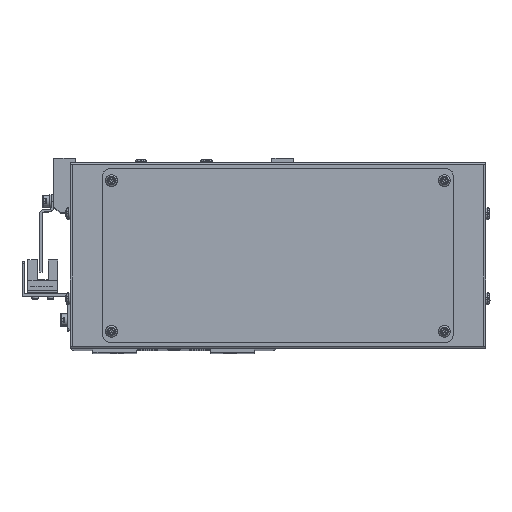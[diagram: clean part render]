
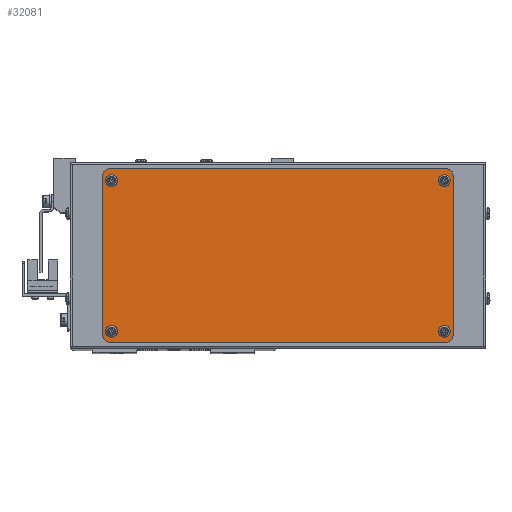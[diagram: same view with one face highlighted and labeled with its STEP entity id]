
A CAD part, top view. The second image highlights one B-rep face of the part: STEP entity #32081.
In plain terms, the highlighted face is planar.
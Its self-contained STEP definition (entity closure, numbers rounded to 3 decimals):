
#296 = CARTESIAN_POINT ( 'NONE',  ( 77.25, 36.75, 0. ) ) ;
#932 = LINE ( 'NONE', #61325, #13204 ) ;
#1275 = DIRECTION ( 'NONE',  ( 0., 0., 1. ) ) ;
#1276 = DIRECTION ( 'NONE',  ( 1., 0., 0. ) ) ;
#1500 = DIRECTION ( 'NONE',  ( 1., 0., 0. ) ) ;
#1632 = CARTESIAN_POINT ( 'NONE',  ( 77.25, -39.75, 0. ) ) ;
#2409 = VECTOR ( 'NONE', #15855, 1000. ) ;
#2942 = VERTEX_POINT ( 'NONE', #20403 ) ;
#3279 = CARTESIAN_POINT ( 'NONE',  ( -77.95, 34.25, 0. ) ) ;
#3528 = AXIS2_PLACEMENT_3D ( 'NONE', #16831, #1275, #37810 ) ;
#3738 = ORIENTED_EDGE ( 'NONE', *, *, #49028, .T. ) ;
#3813 = DIRECTION ( 'NONE',  ( 1., 0., 0. ) ) ;
#4535 = DIRECTION ( 'NONE',  ( 1., 0., 0. ) ) ;
#4833 = DIRECTION ( 'NONE',  ( 0., 0., 1. ) ) ;
#5078 = CARTESIAN_POINT ( 'NONE',  ( 76.25, -34.75, 0. ) ) ;
#5225 = EDGE_CURVE ( 'NONE', #9739, #22166, #21587, .T. ) ;
#5429 = DIRECTION ( 'NONE',  ( 1., 0., 0. ) ) ;
#5583 = CARTESIAN_POINT ( 'NONE',  ( 76.25, 34.25, 0. ) ) ;
#5596 = DIRECTION ( 'NONE',  ( 1., 0., 0. ) ) ;
#6099 = DIRECTION ( 'NONE',  ( 0., 0., 1. ) ) ;
#6471 = CARTESIAN_POINT ( 'NONE',  ( 80.25, -36.75, 0. ) ) ;
#6613 = ORIENTED_EDGE ( 'NONE', *, *, #6905, .T. ) ;
#6905 = EDGE_CURVE ( 'NONE', #2942, #36851, #62659, .T. ) ;
#7875 = ORIENTED_EDGE ( 'NONE', *, *, #39698, .T. ) ;
#8613 = FACE_BOUND ( 'NONE', #20057, .T. ) ;
#8857 = ORIENTED_EDGE ( 'NONE', *, *, #57744, .F. ) ;
#9739 = VERTEX_POINT ( 'NONE', #3279 ) ;
#10012 = EDGE_LOOP ( 'NONE', ( #39506, #49037, #8857, #43613, #58631, #35135, #59745, #55472 ) ) ;
#10583 = CARTESIAN_POINT ( 'NONE',  ( -77.25, 39.75, 0. ) ) ;
#11819 = CARTESIAN_POINT ( 'NONE',  ( 80.25, 36.75, 0. ) ) ;
#12557 = CARTESIAN_POINT ( 'NONE',  ( -77.25, 36.75, 0. ) ) ;
#13204 = VECTOR ( 'NONE', #41502, 1000. ) ;
#13491 = FACE_BOUND ( 'NONE', #61440, .T. ) ;
#13864 = DIRECTION ( 'NONE',  ( 1., 0., 0. ) ) ;
#13933 = ORIENTED_EDGE ( 'NONE', *, *, #24855, .T. ) ;
#14045 = DIRECTION ( 'NONE',  ( 0., 0., 1. ) ) ;
#14107 = CARTESIAN_POINT ( 'NONE',  ( -76.25, 34.25, 0. ) ) ;
#14275 = VERTEX_POINT ( 'NONE', #19102 ) ;
#14280 = CARTESIAN_POINT ( 'NONE',  ( 74.55, -34.75, 0. ) ) ;
#14421 = EDGE_CURVE ( 'NONE', #14275, #32156, #55295, .T. ) ;
#14527 = VERTEX_POINT ( 'NONE', #65245 ) ;
#15855 = DIRECTION ( 'NONE',  ( -1., 0., 0. ) ) ;
#15976 = CARTESIAN_POINT ( 'NONE',  ( -74.55, 34.25, 0. ) ) ;
#16051 = CARTESIAN_POINT ( 'NONE',  ( 77.95, -34.75, 0. ) ) ;
#16186 = AXIS2_PLACEMENT_3D ( 'NONE', #54527, #23822, #59422 ) ;
#16516 = EDGE_CURVE ( 'NONE', #60026, #29090, #35275, .T. ) ;
#16831 = CARTESIAN_POINT ( 'NONE',  ( -77.25, 36.75, 0. ) ) ;
#17275 = CARTESIAN_POINT ( 'NONE',  ( 77.95, 34.25, 0. ) ) ;
#17411 = ORIENTED_EDGE ( 'NONE', *, *, #20145, .T. ) ;
#17825 = DIRECTION ( 'NONE',  ( 1., 0., 0. ) ) ;
#17858 = ORIENTED_EDGE ( 'NONE', *, *, #14421, .T. ) ;
#17873 = VERTEX_POINT ( 'NONE', #6471 ) ;
#19055 = CARTESIAN_POINT ( 'NONE',  ( -77.25, -36.75, 0. ) ) ;
#19082 = CIRCLE ( 'NONE', #64468, 1.7 ) ;
#19102 = CARTESIAN_POINT ( 'NONE',  ( 74.55, 34.25, 0. ) ) ;
#19355 = CIRCLE ( 'NONE', #61349, 3. ) ;
#19927 = VERTEX_POINT ( 'NONE', #22973 ) ;
#20057 = EDGE_LOOP ( 'NONE', ( #49522, #13933 ) ) ;
#20145 = EDGE_CURVE ( 'NONE', #36851, #2942, #46869, .T. ) ;
#20403 = CARTESIAN_POINT ( 'NONE',  ( -74.55, -34.75, 0. ) ) ;
#20678 = CARTESIAN_POINT ( 'NONE',  ( -77.95, -34.75, 0. ) ) ;
#21356 = VECTOR ( 'NONE', #1500, 1000. ) ;
#21587 = CIRCLE ( 'NONE', #54549, 1.7 ) ;
#22166 = VERTEX_POINT ( 'NONE', #15976 ) ;
#22341 = EDGE_CURVE ( 'NONE', #63170, #24203, #43752, .T. ) ;
#22538 = FACE_OUTER_BOUND ( 'NONE', #10012, .T. ) ;
#22973 = CARTESIAN_POINT ( 'NONE',  ( -80.25, -36.75, 0. ) ) ;
#23179 = AXIS2_PLACEMENT_3D ( 'NONE', #65077, #35161, #3813 ) ;
#23650 = CARTESIAN_POINT ( 'NONE',  ( 76.25, 34.25, 0. ) ) ;
#23782 = CARTESIAN_POINT ( 'NONE',  ( 80.25, 36.75, 0. ) ) ;
#23822 = DIRECTION ( 'NONE',  ( 0., 0., 1. ) ) ;
#24203 = VERTEX_POINT ( 'NONE', #16051 ) ;
#24308 = DIRECTION ( 'NONE',  ( 1., 0., 0. ) ) ;
#24855 = EDGE_CURVE ( 'NONE', #24203, #63170, #19082, .T. ) ;
#27216 = CIRCLE ( 'NONE', #64036, 3. ) ;
#27399 = PLANE ( 'NONE',  #3528 ) ;
#28948 = DIRECTION ( 'NONE',  ( 1., 0., 0. ) ) ;
#29090 = VERTEX_POINT ( 'NONE', #50646 ) ;
#29277 = EDGE_CURVE ( 'NONE', #14527, #53247, #43971, .T. ) ;
#30497 = AXIS2_PLACEMENT_3D ( 'NONE', #296, #36877, #5596 ) ;
#31765 = AXIS2_PLACEMENT_3D ( 'NONE', #23650, #59283, #28948 ) ;
#32081 = ADVANCED_FACE ( 'NONE', ( #37996, #36418, #22538, #13491, #8613 ), #27399, .F. ) ;
#32156 = VERTEX_POINT ( 'NONE', #17275 ) ;
#32632 = DIRECTION ( 'NONE',  ( 0., 0., 1. ) ) ;
#33348 = AXIS2_PLACEMENT_3D ( 'NONE', #5583, #6099, #5429 ) ;
#34105 = EDGE_LOOP ( 'NONE', ( #50406, #7875 ) ) ;
#35135 = ORIENTED_EDGE ( 'NONE', *, *, #16516, .F. ) ;
#35161 = DIRECTION ( 'NONE',  ( 0., 0., 1. ) ) ;
#35162 = AXIS2_PLACEMENT_3D ( 'NONE', #38550, #38535, #38465 ) ;
#35275 = LINE ( 'NONE', #1632, #21356 ) ;
#36086 = CIRCLE ( 'NONE', #16186, 3. ) ;
#36242 = EDGE_CURVE ( 'NONE', #53247, #59147, #19355, .T. ) ;
#36418 = FACE_BOUND ( 'NONE', #34105, .T. ) ;
#36851 = VERTEX_POINT ( 'NONE', #20678 ) ;
#36877 = DIRECTION ( 'NONE',  ( 0., 0., 1. ) ) ;
#37810 = DIRECTION ( 'NONE',  ( 1., 0., 0. ) ) ;
#37996 = FACE_BOUND ( 'NONE', #50703, .T. ) ;
#38465 = DIRECTION ( 'NONE',  ( 1., 0., 0. ) ) ;
#38486 = CARTESIAN_POINT ( 'NONE',  ( -77.25, 39.75, 0. ) ) ;
#38535 = DIRECTION ( 'NONE',  ( 0., 0., 1. ) ) ;
#38550 = CARTESIAN_POINT ( 'NONE',  ( -76.25, -34.75, 0. ) ) ;
#39352 = CIRCLE ( 'NONE', #23179, 1.7 ) ;
#39506 = ORIENTED_EDGE ( 'NONE', *, *, #36242, .F. ) ;
#39698 = EDGE_CURVE ( 'NONE', #22166, #9739, #39352, .T. ) ;
#40600 = CARTESIAN_POINT ( 'NONE',  ( -77.25, -39.75, 0. ) ) ;
#41502 = DIRECTION ( 'NONE',  ( 0., -1., 0. ) ) ;
#43613 = ORIENTED_EDGE ( 'NONE', *, *, #54468, .F. ) ;
#43752 = CIRCLE ( 'NONE', #60292, 1.7 ) ;
#43971 = LINE ( 'NONE', #10583, #2409 ) ;
#46869 = CIRCLE ( 'NONE', #52377, 1.7 ) ;
#47760 = EDGE_CURVE ( 'NONE', #29090, #17873, #36086, .T. ) ;
#48812 = DIRECTION ( 'NONE',  ( 0., 0., 1. ) ) ;
#49028 = EDGE_CURVE ( 'NONE', #32156, #14275, #57836, .T. ) ;
#49037 = ORIENTED_EDGE ( 'NONE', *, *, #29277, .F. ) ;
#49522 = ORIENTED_EDGE ( 'NONE', *, *, #22341, .T. ) ;
#50406 = ORIENTED_EDGE ( 'NONE', *, *, #5225, .T. ) ;
#50646 = CARTESIAN_POINT ( 'NONE',  ( 77.25, -39.75, 0. ) ) ;
#50703 = EDGE_LOOP ( 'NONE', ( #17411, #6613 ) ) ;
#52377 = AXIS2_PLACEMENT_3D ( 'NONE', #55708, #55273, #54843 ) ;
#52395 = EDGE_CURVE ( 'NONE', #59147, #19927, #932, .T. ) ;
#53247 = VERTEX_POINT ( 'NONE', #38486 ) ;
#54180 = LINE ( 'NONE', #23782, #65634 ) ;
#54468 = EDGE_CURVE ( 'NONE', #17873, #57268, #54180, .T. ) ;
#54527 = CARTESIAN_POINT ( 'NONE',  ( 77.25, -36.75, 0. ) ) ;
#54549 = AXIS2_PLACEMENT_3D ( 'NONE', #14107, #14045, #13864 ) ;
#54843 = DIRECTION ( 'NONE',  ( 1., 0., 0. ) ) ;
#54957 = DIRECTION ( 'NONE',  ( 0., 0., 1. ) ) ;
#55273 = DIRECTION ( 'NONE',  ( 0., 0., 1. ) ) ;
#55295 = CIRCLE ( 'NONE', #33348, 1.7 ) ;
#55472 = ORIENTED_EDGE ( 'NONE', *, *, #52395, .F. ) ;
#55685 = EDGE_CURVE ( 'NONE', #19927, #60026, #27216, .T. ) ;
#55708 = CARTESIAN_POINT ( 'NONE',  ( -76.25, -34.75, 0. ) ) ;
#57268 = VERTEX_POINT ( 'NONE', #11819 ) ;
#57744 = EDGE_CURVE ( 'NONE', #57268, #14527, #63237, .T. ) ;
#57836 = CIRCLE ( 'NONE', #31765, 1.7 ) ;
#58631 = ORIENTED_EDGE ( 'NONE', *, *, #47760, .F. ) ;
#59147 = VERTEX_POINT ( 'NONE', #62483 ) ;
#59283 = DIRECTION ( 'NONE',  ( 0., 0., 1. ) ) ;
#59422 = DIRECTION ( 'NONE',  ( 1., 0., 0. ) ) ;
#59745 = ORIENTED_EDGE ( 'NONE', *, *, #55685, .F. ) ;
#60026 = VERTEX_POINT ( 'NONE', #40600 ) ;
#60292 = AXIS2_PLACEMENT_3D ( 'NONE', #5078, #4833, #4535 ) ;
#61325 = CARTESIAN_POINT ( 'NONE',  ( -80.25, -36.75, 0. ) ) ;
#61349 = AXIS2_PLACEMENT_3D ( 'NONE', #12557, #48812, #17825 ) ;
#61440 = EDGE_LOOP ( 'NONE', ( #17858, #3738 ) ) ;
#62483 = CARTESIAN_POINT ( 'NONE',  ( -80.25, 36.75, 0. ) ) ;
#62659 = CIRCLE ( 'NONE', #35162, 1.7 ) ;
#62713 = CARTESIAN_POINT ( 'NONE',  ( 76.25, -34.75, 0. ) ) ;
#63170 = VERTEX_POINT ( 'NONE', #14280 ) ;
#63237 = CIRCLE ( 'NONE', #30497, 3. ) ;
#64036 = AXIS2_PLACEMENT_3D ( 'NONE', #19055, #54957, #24308 ) ;
#64276 = DIRECTION ( 'NONE',  ( 0., 1., 0. ) ) ;
#64468 = AXIS2_PLACEMENT_3D ( 'NONE', #62713, #32632, #1276 ) ;
#65077 = CARTESIAN_POINT ( 'NONE',  ( -76.25, 34.25, 0. ) ) ;
#65245 = CARTESIAN_POINT ( 'NONE',  ( 77.25, 39.75, 0. ) ) ;
#65634 = VECTOR ( 'NONE', #64276, 1000. ) ;
